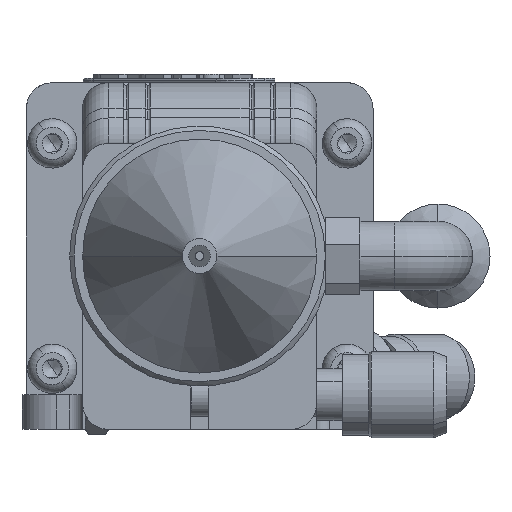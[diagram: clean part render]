
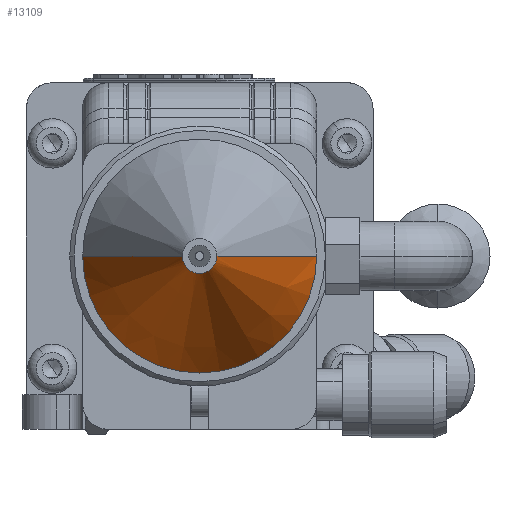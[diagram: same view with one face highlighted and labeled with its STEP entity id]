
A CAD part, front view. The second image highlights one B-rep face of the part: STEP entity #13109.
In plain terms, the highlighted conical face has half-angle 26.565 degrees and reference radius 2 mm.
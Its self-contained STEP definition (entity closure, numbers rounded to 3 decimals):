
#681 = DIRECTION ( 'NONE',  ( 0., 1., 0. ) ) ;
#2473 = CARTESIAN_POINT ( 'NONE',  ( -2., -87.95, 0. ) ) ;
#3265 = LINE ( 'NONE', #2473, #26879 ) ;
#4275 = EDGE_CURVE ( 'NONE', #34480, #14686, #9535, .T. ) ;
#6258 = CARTESIAN_POINT ( 'NONE',  ( 0., -87.95, 0. ) ) ;
#6393 = DIRECTION ( 'NONE',  ( 1., 0., 0. ) ) ;
#6921 = EDGE_LOOP ( 'NONE', ( #24363, #31064, #32829, #15787 ) ) ;
#7809 = AXIS2_PLACEMENT_3D ( 'NONE', #17071, #37823, #20038 ) ;
#7819 = EDGE_CURVE ( 'NONE', #34480, #8917, #37327, .T. ) ;
#8348 = VERTEX_POINT ( 'NONE', #30757 ) ;
#8917 = VERTEX_POINT ( 'NONE', #34961 ) ;
#9535 = CIRCLE ( 'NONE', #9979, 2. ) ;
#9979 = AXIS2_PLACEMENT_3D ( 'NONE', #18404, #681, #21418 ) ;
#10806 = FACE_OUTER_BOUND ( 'NONE', #6921, .T. ) ;
#13109 = ADVANCED_FACE ( 'NONE', ( #10806 ), #37688, .T. ) ;
#14686 = VERTEX_POINT ( 'NONE', #15979 ) ;
#15787 = ORIENTED_EDGE ( 'NONE', *, *, #7819, .F. ) ;
#15979 = CARTESIAN_POINT ( 'NONE',  ( -2., -87.95, 0. ) ) ;
#17071 = CARTESIAN_POINT ( 'NONE',  ( 0., -64.95, 0. ) ) ;
#18404 = CARTESIAN_POINT ( 'NONE',  ( 0., -87.95, 0. ) ) ;
#19712 = EDGE_CURVE ( 'NONE', #14686, #8348, #3265, .T. ) ;
#20038 = DIRECTION ( 'NONE',  ( 1., 0., 0. ) ) ;
#21194 = CARTESIAN_POINT ( 'NONE',  ( 2., -87.95, 0. ) ) ;
#21418 = DIRECTION ( 'NONE',  ( 1., 0., 0. ) ) ;
#21546 = VECTOR ( 'NONE', #24287, 1000. ) ;
#23184 = DIRECTION ( 'NONE',  ( -0.447, 0.894, 0. ) ) ;
#24287 = DIRECTION ( 'NONE',  ( 0.447, 0.894, 0. ) ) ;
#24363 = ORIENTED_EDGE ( 'NONE', *, *, #4275, .T. ) ;
#26821 = DIRECTION ( 'NONE',  ( 0., 1., 0. ) ) ;
#26879 = VECTOR ( 'NONE', #23184, 1000. ) ;
#30757 = CARTESIAN_POINT ( 'NONE',  ( -13.5, -64.95, 0. ) ) ;
#31064 = ORIENTED_EDGE ( 'NONE', *, *, #19712, .T. ) ;
#32829 = ORIENTED_EDGE ( 'NONE', *, *, #35162, .F. ) ;
#34057 = CIRCLE ( 'NONE', #7809, 13.5 ) ;
#34480 = VERTEX_POINT ( 'NONE', #36968 ) ;
#34508 = AXIS2_PLACEMENT_3D ( 'NONE', #6258, #26821, #6393 ) ;
#34961 = CARTESIAN_POINT ( 'NONE',  ( 13.5, -64.95, 0. ) ) ;
#35162 = EDGE_CURVE ( 'NONE', #8917, #8348, #34057, .T. ) ;
#36968 = CARTESIAN_POINT ( 'NONE',  ( 2., -87.95, 0. ) ) ;
#37327 = LINE ( 'NONE', #21194, #21546 ) ;
#37688 = CONICAL_SURFACE ( 'NONE', #34508, 2., 0.464 ) ;
#37823 = DIRECTION ( 'NONE',  ( 0., 1., 0. ) ) ;
